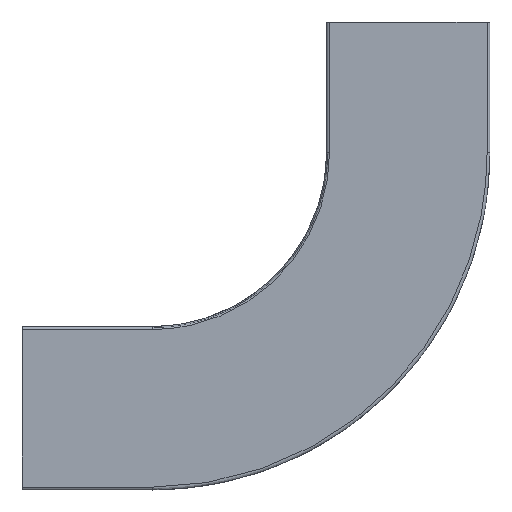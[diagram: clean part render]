
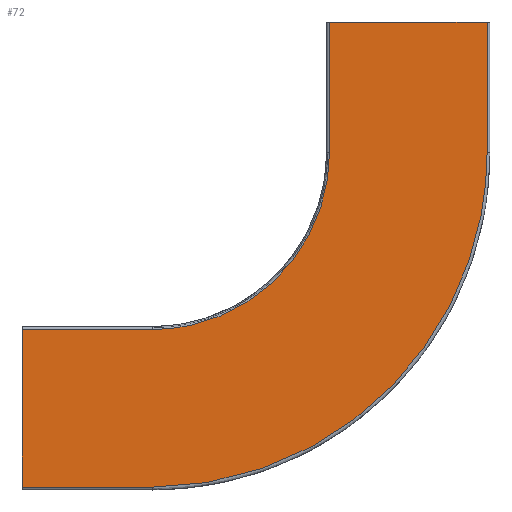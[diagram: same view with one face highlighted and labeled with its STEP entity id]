
A CAD part, left-side view. The second image highlights one B-rep face of the part: STEP entity #72.
In plain terms, the highlighted planar face has unit normal (-1, 0, 0).
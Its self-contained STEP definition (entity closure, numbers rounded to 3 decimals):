
#72=ADVANCED_FACE('',(#142),#1111,.T.);
#142=FACE_OUTER_BOUND('',#212,.T.);
#212=EDGE_LOOP('',(#492,#493,#494,#495,#496,#497,#498,#499));
#492=ORIENTED_EDGE('',*,*,#686,.F.);
#493=ORIENTED_EDGE('',*,*,#718,.F.);
#494=ORIENTED_EDGE('',*,*,#753,.T.);
#495=ORIENTED_EDGE('',*,*,#723,.T.);
#496=ORIENTED_EDGE('',*,*,#722,.T.);
#497=ORIENTED_EDGE('',*,*,#721,.T.);
#498=ORIENTED_EDGE('',*,*,#759,.T.);
#499=ORIENTED_EDGE('',*,*,#720,.T.);
#686=EDGE_CURVE('',#1004,#1003,#890,.T.);
#718=EDGE_CURVE('',#1033,#1004,#917,.T.);
#720=EDGE_CURVE('',#1034,#1003,#918,.T.);
#721=EDGE_CURVE('',#1036,#1035,#919,.T.);
#722=EDGE_CURVE('',#1037,#1036,#920,.T.);
#723=EDGE_CURVE('',#1038,#1037,#921,.T.);
#753=EDGE_CURVE('',#1033,#1038,#813,.T.);
#759=EDGE_CURVE('',#1035,#1034,#819,.T.);
#813=(
BOUNDED_CURVE()
B_SPLINE_CURVE(2,(#3010,#3011,#3012),.UNSPECIFIED.,.F.,.F.)
B_SPLINE_CURVE_WITH_KNOTS((3,3),(0.,192.815),.UNSPECIFIED.)
CURVE()
GEOMETRIC_REPRESENTATION_ITEM()
RATIONAL_B_SPLINE_CURVE((1.,0.707,1.))
REPRESENTATION_ITEM('')
);
#819=(
BOUNDED_CURVE()
B_SPLINE_CURVE(2,(#3028,#3029,#3030),.UNSPECIFIED.,.F.,.F.)
B_SPLINE_CURVE_WITH_KNOTS((3,3),(0.,364.032),.UNSPECIFIED.)
CURVE()
GEOMETRIC_REPRESENTATION_ITEM()
RATIONAL_B_SPLINE_CURVE((1.,0.707,1.))
REPRESENTATION_ITEM('')
);
#890=B_SPLINE_CURVE_WITH_KNOTS('',1,(#2855,#2856),.UNSPECIFIED.,.F.,.F.,
(2,2),(0.,109.),.UNSPECIFIED.);
#917=B_SPLINE_CURVE_WITH_KNOTS('',1,(#2924,#2925),.UNSPECIFIED.,.F.,.F.,
(2,2),(0.,90.),.UNSPECIFIED.);
#918=B_SPLINE_CURVE_WITH_KNOTS('',1,(#2929,#2930),.UNSPECIFIED.,.F.,.F.,
(2,2),(-90.,0.),.UNSPECIFIED.);
#919=B_SPLINE_CURVE_WITH_KNOTS('',1,(#2931,#2932),.UNSPECIFIED.,.F.,.F.,
(2,2),(-90.,0.),.UNSPECIFIED.);
#920=B_SPLINE_CURVE_WITH_KNOTS('',1,(#2933,#2934),.UNSPECIFIED.,.F.,.F.,
(2,2),(0.,109.),.UNSPECIFIED.);
#921=B_SPLINE_CURVE_WITH_KNOTS('',1,(#2935,#2936),.UNSPECIFIED.,.F.,.F.,
(2,2),(-90.,0.),.UNSPECIFIED.);
#1003=VERTEX_POINT('',#2806);
#1004=VERTEX_POINT('',#2807);
#1033=VERTEX_POINT('',#2836);
#1034=VERTEX_POINT('',#2837);
#1035=VERTEX_POINT('',#2838);
#1036=VERTEX_POINT('',#2839);
#1037=VERTEX_POINT('',#2840);
#1038=VERTEX_POINT('',#2841);
#1111=PLANE('',#1324);
#1324=AXIS2_PLACEMENT_3D('',#2310,#1366,$);
#1366=DIRECTION('',(-1.,0.,0.));
#2310=CARTESIAN_POINT('',(-76.5,-279.475,244.475));
#2806=CARTESIAN_POINT('',(-76.5,-246.75,211.75));
#2807=CARTESIAN_POINT('',(-76.5,-137.75,211.75));
#2836=CARTESIAN_POINT('',(-76.5,-137.75,121.75));
#2837=CARTESIAN_POINT('',(-76.5,-246.75,121.75));
#2838=CARTESIAN_POINT('',(-76.5,-15.,-110.));
#2839=CARTESIAN_POINT('',(-76.5,75.,-110.));
#2840=CARTESIAN_POINT('',(-76.5,75.,-1.));
#2841=CARTESIAN_POINT('',(-76.5,-15.,-1.));
#2855=CARTESIAN_POINT('',(-76.5,-137.75,211.75));
#2856=CARTESIAN_POINT('',(-76.5,-246.75,211.75));
#2924=CARTESIAN_POINT('',(-76.5,-137.75,121.75));
#2925=CARTESIAN_POINT('',(-76.5,-137.75,211.75));
#2929=CARTESIAN_POINT('',(-76.5,-246.75,121.75));
#2930=CARTESIAN_POINT('',(-76.5,-246.75,211.75));
#2931=CARTESIAN_POINT('',(-76.5,75.,-110.));
#2932=CARTESIAN_POINT('',(-76.5,-15.,-110.));
#2933=CARTESIAN_POINT('',(-76.5,75.,-1.));
#2934=CARTESIAN_POINT('',(-76.5,75.,-110.));
#2935=CARTESIAN_POINT('',(-76.5,-15.,-1.));
#2936=CARTESIAN_POINT('',(-76.5,75.,-1.));
#3010=CARTESIAN_POINT('',(-76.5,-137.75,121.75));
#3011=CARTESIAN_POINT('',(-76.5,-137.75,-1.));
#3012=CARTESIAN_POINT('',(-76.5,-15.,-1.));
#3028=CARTESIAN_POINT('',(-76.5,-15.,-110.));
#3029=CARTESIAN_POINT('',(-76.5,-246.75,-110.));
#3030=CARTESIAN_POINT('',(-76.5,-246.75,121.75));
